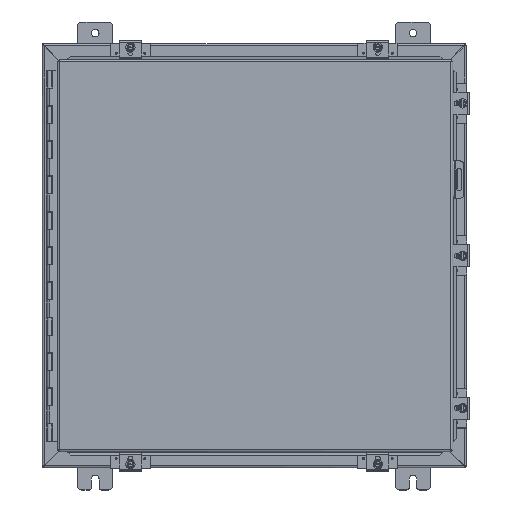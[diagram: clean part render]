
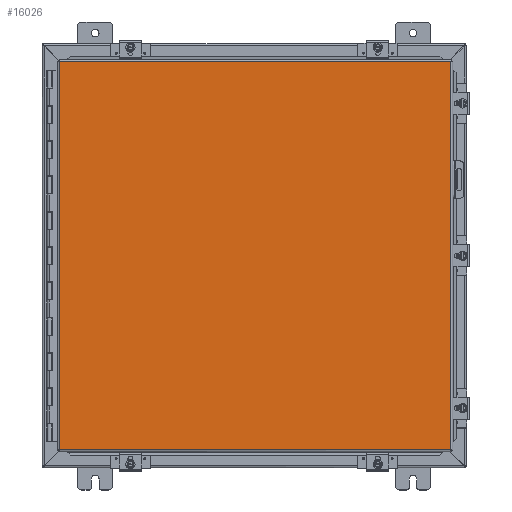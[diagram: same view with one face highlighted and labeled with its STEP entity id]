
A CAD part, top view. The second image highlights one B-rep face of the part: STEP entity #16026.
In plain terms, the highlighted face is planar.
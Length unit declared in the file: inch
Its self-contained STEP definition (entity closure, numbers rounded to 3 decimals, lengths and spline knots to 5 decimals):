
#2173 = EDGE_CURVE ( 'NONE', #35112, #17477, #9266, .T. ) ;
#2340 = LINE ( 'NONE', #36303, #26412 ) ;
#2427 = DIRECTION ( 'NONE',  ( 1., 0., 0. ) ) ;
#2498 = CARTESIAN_POINT ( 'NONE',  ( -11.08225, -10.9885, 0. ) ) ;
#2505 = CARTESIAN_POINT ( 'NONE',  ( -5.59375, 10.9885, 0. ) ) ;
#3054 = VECTOR ( 'NONE', #7271, 39.37008 ) ;
#5608 = VERTEX_POINT ( 'NONE', #27642 ) ;
#6592 = CARTESIAN_POINT ( 'NONE',  ( 0., 0., 0. ) ) ;
#7271 = DIRECTION ( 'NONE',  ( 0., -1., 0. ) ) ;
#7476 = EDGE_CURVE ( 'NONE', #8580, #5608, #30197, .T. ) ;
#7953 = CARTESIAN_POINT ( 'NONE',  ( 11.08225, -10.9885, 0. ) ) ;
#8580 = VERTEX_POINT ( 'NONE', #9779 ) ;
#9266 = LINE ( 'NONE', #20549, #17615 ) ;
#9779 = CARTESIAN_POINT ( 'NONE',  ( -11.08225, 10.9885, 0. ) ) ;
#9787 = DIRECTION ( 'NONE',  ( 1., 0., 0. ) ) ;
#11441 = LINE ( 'NONE', #16650, #3054 ) ;
#11948 = FACE_OUTER_BOUND ( 'NONE', #40224, .T. ) ;
#12799 = PLANE ( 'NONE',  #15797 ) ;
#14582 = EDGE_CURVE ( 'NONE', #17477, #8580, #2340, .T. ) ;
#14680 = ORIENTED_EDGE ( 'NONE', *, *, #7476, .T. ) ;
#15210 = ORIENTED_EDGE ( 'NONE', *, *, #16176, .T. ) ;
#15797 = AXIS2_PLACEMENT_3D ( 'NONE', #6592, #28544, #9787 ) ;
#16026 = ADVANCED_FACE ( 'NONE', ( #11948 ), #12799, .F. ) ;
#16176 = EDGE_CURVE ( 'NONE', #5608, #35112, #11441, .T. ) ;
#16650 = CARTESIAN_POINT ( 'NONE',  ( 11.08225, 5.49425, 0. ) ) ;
#17477 = VERTEX_POINT ( 'NONE', #2498 ) ;
#17615 = VECTOR ( 'NONE', #20554, 39.37008 ) ;
#20549 = CARTESIAN_POINT ( 'NONE',  ( 5.54112, -10.9885, 0. ) ) ;
#20554 = DIRECTION ( 'NONE',  ( -1., 0., 0. ) ) ;
#21831 = VECTOR ( 'NONE', #2427, 39.37008 ) ;
#26412 = VECTOR ( 'NONE', #36208, 39.37008 ) ;
#26570 = ORIENTED_EDGE ( 'NONE', *, *, #2173, .T. ) ;
#27642 = CARTESIAN_POINT ( 'NONE',  ( 11.08225, 10.9885, 0. ) ) ;
#28544 = DIRECTION ( 'NONE',  ( 0., 0., 1. ) ) ;
#30197 = LINE ( 'NONE', #2505, #21831 ) ;
#35112 = VERTEX_POINT ( 'NONE', #7953 ) ;
#35522 = ORIENTED_EDGE ( 'NONE', *, *, #14582, .T. ) ;
#36208 = DIRECTION ( 'NONE',  ( 0., 1., 0. ) ) ;
#36303 = CARTESIAN_POINT ( 'NONE',  ( -11.08225, -5.49425, 0. ) ) ;
#40224 = EDGE_LOOP ( 'NONE', ( #35522, #14680, #15210, #26570 ) ) ;
